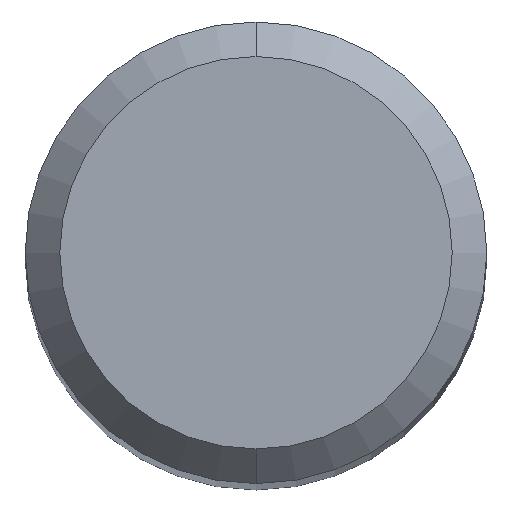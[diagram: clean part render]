
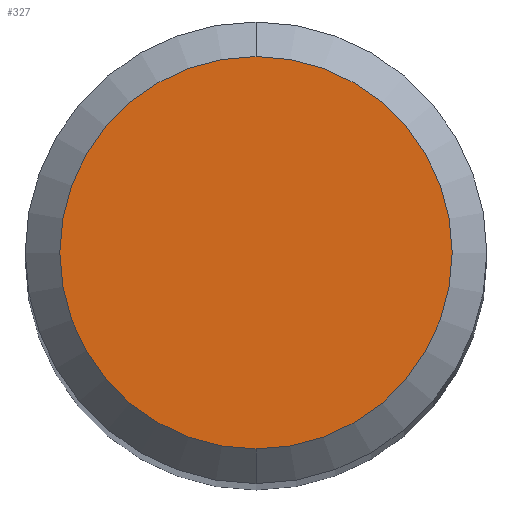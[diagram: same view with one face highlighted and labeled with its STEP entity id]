
A CAD part, top view. The second image highlights one B-rep face of the part: STEP entity #327.
In plain terms, the highlighted planar face has unit normal (0, 0, 1).
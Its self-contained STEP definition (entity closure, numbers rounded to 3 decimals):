
#267=EDGE_CURVE('',#587,#379,#701,.T.);
#327=ADVANCED_FACE('',(#767),#768,.T.);
#379=VERTEX_POINT('',#823);
#405=EDGE_CURVE('',#379,#587,#852,.T.);
#587=VERTEX_POINT('',#1055);
#701=CIRCLE('',#1183,1.7);
#767=FACE_OUTER_BOUND('',#1312,.T.);
#768=PLANE('',#1313);
#823=CARTESIAN_POINT('',(0.,-1.7,0.0));
#852=CIRCLE('',#1459,1.7);
#1055=CARTESIAN_POINT('',(0.0,1.7,0.0));
#1183=AXIS2_PLACEMENT_3D('',#1938,#1939,#1940);
#1312=EDGE_LOOP('',(#2051,#2052));
#1313=AXIS2_PLACEMENT_3D('',#2053,#2054,#2055);
#1459=AXIS2_PLACEMENT_3D('',#2157,#2158,#2159);
#1938=CARTESIAN_POINT('',(0.0,0.0,0.0));
#1939=DIRECTION('',(0.0,0.0,-1.0));
#1940=DIRECTION('',(0.0,1.0,0.0));
#2051=ORIENTED_EDGE('',*,*,#267,.F.);
#2052=ORIENTED_EDGE('',*,*,#405,.F.);
#2053=CARTESIAN_POINT('',(0.0,0.85,0.0));
#2054=DIRECTION('',(-0.0,0.0,1.0));
#2055=DIRECTION('',(0.0,-1.0,0.0));
#2157=CARTESIAN_POINT('',(0.0,0.0,0.0));
#2158=DIRECTION('',(0.0,0.0,-1.0));
#2159=DIRECTION('',(0.0,1.0,0.0));
